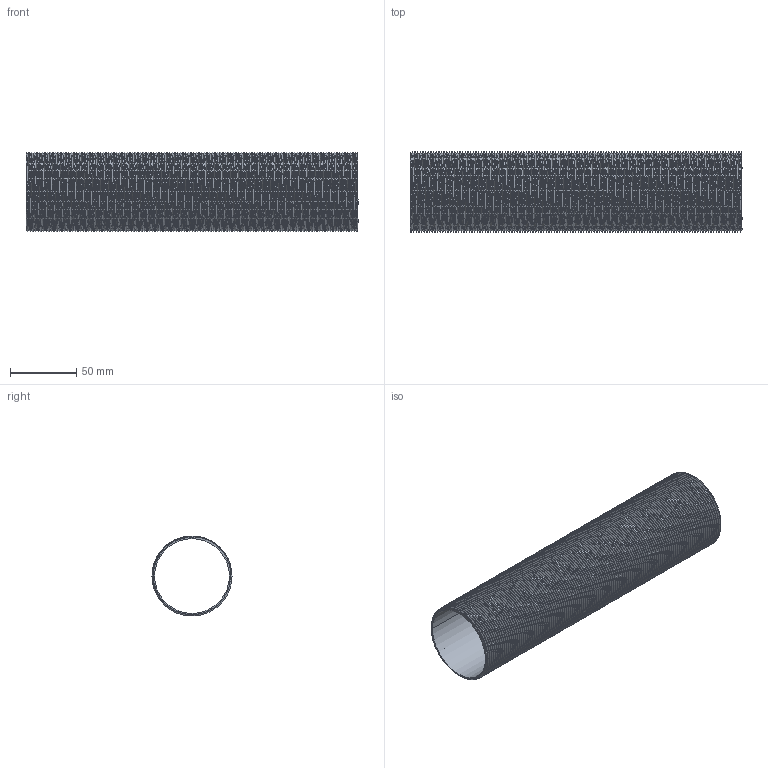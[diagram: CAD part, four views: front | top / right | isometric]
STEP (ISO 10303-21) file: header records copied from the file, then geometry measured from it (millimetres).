
FILE_DESCRIPTION (( 'STEP AP203' ), '1' );
FILE_NAME ('3D_R205_2x250_17186170.STEP', '2024-08-17T07:51:26', ( '' ), ( '' ), 'SwSTEP 2.0', 'SolidWorks 2024', '' );
FILE_SCHEMA (( 'CONFIG_CONTROL_DESIGN' ));
Length unit declared in the file: millimetre
Products named in the file (1): 3D_R205_2x250_17186170
Bounding box: 250 x 60.3 x 60.21 mm (x, y, z)
Volume: 65506.4 mm3; surface area: 120271.2 mm2
Topology: 1 solids, 1 shells, 261 faces, 777 edges, 518 vertices
Faces by surface type: cylinder 253, cone 3, bspline 3, plane 2
Entity records: 23572 total; most frequent: CARTESIAN_POINT 18010, ORIENTED_EDGE 1554, DIRECTION 791, EDGE_CURVE 777, VERTEX_POINT 518, AXIS2_PLACEMENT_3D 269, EDGE_LOOP 263, ADVANCED_FACE 261
